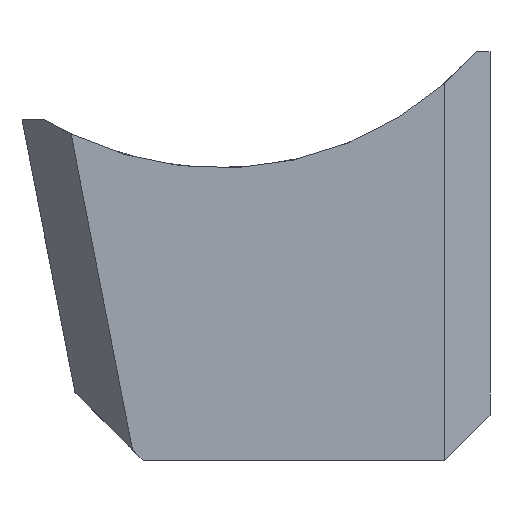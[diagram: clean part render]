
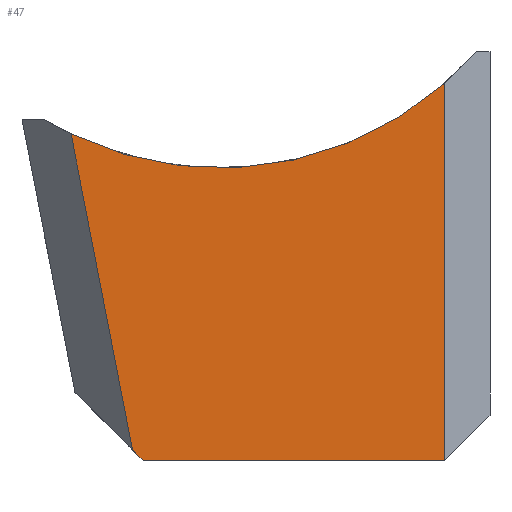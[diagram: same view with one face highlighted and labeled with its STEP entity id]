
A CAD part, left-side view. The second image highlights one B-rep face of the part: STEP entity #47.
In plain terms, the highlighted planar face has unit normal (-1, 0, 0).
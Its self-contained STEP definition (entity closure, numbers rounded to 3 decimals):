
#47=ADVANCED_FACE('',(#78),#64,.F.);
#64=PLANE('',#371);
#78=FACE_OUTER_BOUND('',#94,.T.);
#94=EDGE_LOOP('',(#115,#116,#117,#118,#119));
#112=CIRCLE('',#370,7.5);
#115=ORIENTED_EDGE('',*,*,#234,.F.);
#116=ORIENTED_EDGE('',*,*,#235,.F.);
#117=ORIENTED_EDGE('',*,*,#236,.T.);
#118=ORIENTED_EDGE('',*,*,#237,.F.);
#119=ORIENTED_EDGE('',*,*,#238,.T.);
#205=VERTEX_POINT('',#488);
#206=VERTEX_POINT('',#489);
#207=VERTEX_POINT('',#491);
#208=VERTEX_POINT('',#493);
#209=VERTEX_POINT('',#495);
#234=EDGE_CURVE('',#205,#206,#279,.T.);
#235=EDGE_CURVE('',#207,#205,#280,.T.);
#236=EDGE_CURVE('',#207,#208,#281,.T.);
#237=EDGE_CURVE('',#209,#208,#112,.T.);
#238=EDGE_CURVE('',#209,#206,#282,.T.);
#279=LINE('',#487,#314);
#280=LINE('',#490,#315);
#281=LINE('',#492,#316);
#282=LINE('',#496,#317);
#314=VECTOR('',#400,1.);
#315=VECTOR('',#401,1.);
#316=VECTOR('',#402,1.);
#317=VECTOR('',#405,1.);
#370=AXIS2_PLACEMENT_3D('',#494,#403,#404);
#371=AXIS2_PLACEMENT_3D('',#497,#406,#407);
#400=DIRECTION('',(0.,0.707,0.707));
#401=DIRECTION('',(0.,1.,0.));
#402=DIRECTION('',(0.,0.,1.));
#403=DIRECTION('',(-1.,0.,0.));
#404=DIRECTION('',(0.,0.436,-0.9));
#405=DIRECTION('',(0.,-0.191,-0.982));
#406=DIRECTION('',(1.,0.,0.));
#407=DIRECTION('',(0.,-1.,0.));
#487=CARTESIAN_POINT('',(-6.5,3.134,0.));
#488=CARTESIAN_POINT('',(-6.5,3.134,0.));
#489=CARTESIAN_POINT('',(-6.5,3.369,0.235));
#490=CARTESIAN_POINT('',(-6.5,-3.5,0.));
#491=CARTESIAN_POINT('',(-6.5,-3.5,0.));
#492=CARTESIAN_POINT('',(-6.5,-3.5,0.));
#493=CARTESIAN_POINT('',(-6.5,-3.5,8.298));
#494=CARTESIAN_POINT('',(-6.5,1.448,13.935));
#495=CARTESIAN_POINT('',(-6.5,4.72,7.187));
#496=CARTESIAN_POINT('',(-6.5,4.72,7.187));
#497=CARTESIAN_POINT('',(-6.5,0.,9.));
